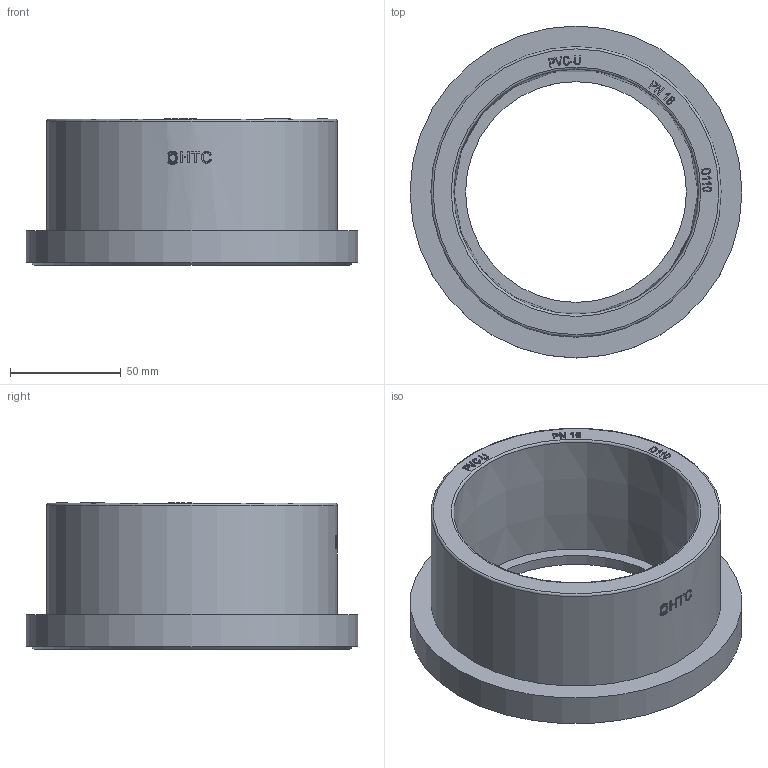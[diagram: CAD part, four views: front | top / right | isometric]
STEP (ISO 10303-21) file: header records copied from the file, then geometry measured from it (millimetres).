
FILE_DESCRIPTION(/* description */ (''),/* implementation_level */ '2;1');
FILE_NAME(/* name */ '法兰内套110.stp',/* time_stamp */ '2025-01-13T08:17:39+08:00',/* author */ (''),/* organization */ (''),/* preprocessor_version */ 'ST-DEVELOPER v16',/* originating_system */ 'SIEMENS PLM Software NX 10.0',/* authorisation */ '');
FILE_SCHEMA (('AUTOMOTIVE_DESIGN { 1 0 10303 214 3 1 1 1 }'));
Length unit declared in the file: millimetre
Products named in the file (1): gelv10BC33B20367
Bounding box: 149.8 x 149.8 x 66.25 mm (x, y, z)
Volume: 324610.8 mm3; surface area: 71175.8 mm2
Topology: 1 solids, 1 shells, 235 faces, 594 edges, 396 vertices
Faces by surface type: plane 104, extrusion 88, cylinder 18, bspline 14, cone 9, torus 2
Full cylindrical faces by diameter (mm): 99.6 x1, 110.8 x1, 115.8 x1, 120.5 x1, 125.5 x1, 130 x1, 131 x1, 135 x1, 140 x1, 145 x1, 149.8 x1
Entity records: 9074 total; most frequent: CARTESIAN_POINT 4134, ORIENTED_EDGE 1120, DIRECTION 670, EDGE_CURVE 560, B_SPLINE_CURVE_WITH_KNOTS 394, VERTEX_POINT 386, EDGE_LOOP 296, VECTOR 270
